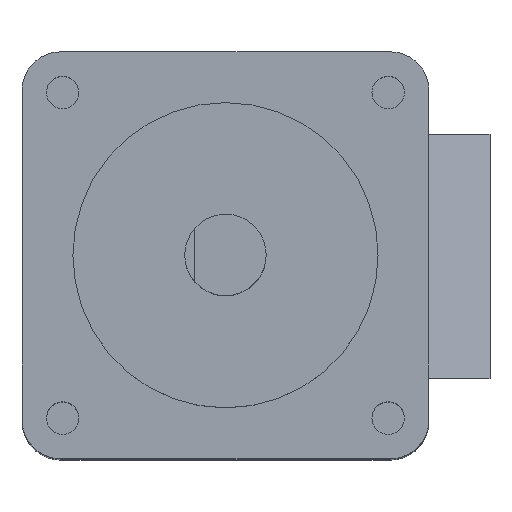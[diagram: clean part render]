
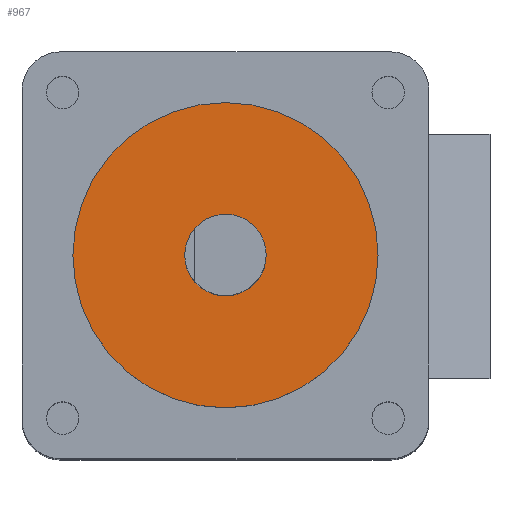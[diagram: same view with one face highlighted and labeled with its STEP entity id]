
A CAD part, top view. The second image highlights one B-rep face of the part: STEP entity #967.
In plain terms, the highlighted planar face has unit normal (0, 0, 1).
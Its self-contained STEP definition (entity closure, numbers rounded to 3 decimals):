
#32 = CARTESIAN_POINT ( 'NONE',  ( 2., 0., 1.5 ) ) ;
#45 = CARTESIAN_POINT ( 'NONE',  ( 0., 0., 1.5 ) ) ;
#56 = CIRCLE ( 'NONE', #1104, 7.5 ) ;
#62 = DIRECTION ( 'NONE',  ( 1., 0., 0. ) ) ;
#326 = CARTESIAN_POINT ( 'NONE',  ( 0., 0., 1.5 ) ) ;
#362 = EDGE_LOOP ( 'NONE', ( #424, #2054 ) ) ;
#424 = ORIENTED_EDGE ( 'NONE', *, *, #2554, .T. ) ;
#453 = EDGE_CURVE ( 'NONE', #666, #1240, #1870, .T. ) ;
#524 = DIRECTION ( 'NONE',  ( 0., 0., 1. ) ) ;
#666 = VERTEX_POINT ( 'NONE', #1820 ) ;
#668 = EDGE_CURVE ( 'NONE', #1273, #2353, #701, .T. ) ;
#701 = CIRCLE ( 'NONE', #1578, 7.5 ) ;
#721 = FACE_BOUND ( 'NONE', #2231, .T. ) ;
#838 = DIRECTION ( 'NONE',  ( 0., 0., 1. ) ) ;
#967 = ADVANCED_FACE ( 'NONE', ( #2520, #721 ), #1519, .T. ) ;
#1043 = CARTESIAN_POINT ( 'NONE',  ( 0., 0., 1.5 ) ) ;
#1104 = AXIS2_PLACEMENT_3D ( 'NONE', #45, #838, #2455 ) ;
#1153 = CIRCLE ( 'NONE', #1873, 2. ) ;
#1181 = EDGE_CURVE ( 'NONE', #1240, #666, #1153, .T. ) ;
#1232 = DIRECTION ( 'NONE',  ( 0., 0., 1. ) ) ;
#1240 = VERTEX_POINT ( 'NONE', #32 ) ;
#1273 = VERTEX_POINT ( 'NONE', #2316 ) ;
#1285 = AXIS2_PLACEMENT_3D ( 'NONE', #2318, #524, #62 ) ;
#1508 = ORIENTED_EDGE ( 'NONE', *, *, #453, .T. ) ;
#1519 = PLANE ( 'NONE',  #1285 ) ;
#1578 = AXIS2_PLACEMENT_3D ( 'NONE', #1611, #1232, #2417 ) ;
#1606 = DIRECTION ( 'NONE',  ( 1., 0., 0. ) ) ;
#1611 = CARTESIAN_POINT ( 'NONE',  ( 0., 0., 1.5 ) ) ;
#1717 = DIRECTION ( 'NONE',  ( 1., 0., 0. ) ) ;
#1820 = CARTESIAN_POINT ( 'NONE',  ( -2., 0., 1.5 ) ) ;
#1835 = DIRECTION ( 'NONE',  ( 0., 0., -1. ) ) ;
#1870 = CIRCLE ( 'NONE', #2208, 2. ) ;
#1873 = AXIS2_PLACEMENT_3D ( 'NONE', #1043, #1835, #1606 ) ;
#1883 = DIRECTION ( 'NONE',  ( 0., 0., -1. ) ) ;
#2018 = ORIENTED_EDGE ( 'NONE', *, *, #1181, .T. ) ;
#2054 = ORIENTED_EDGE ( 'NONE', *, *, #668, .T. ) ;
#2208 = AXIS2_PLACEMENT_3D ( 'NONE', #326, #1883, #1717 ) ;
#2231 = EDGE_LOOP ( 'NONE', ( #1508, #2018 ) ) ;
#2316 = CARTESIAN_POINT ( 'NONE',  ( 7.5, 0., 1.5 ) ) ;
#2318 = CARTESIAN_POINT ( 'NONE',  ( 0., 0., 1.5 ) ) ;
#2349 = CARTESIAN_POINT ( 'NONE',  ( -7.5, 0., 1.5 ) ) ;
#2353 = VERTEX_POINT ( 'NONE', #2349 ) ;
#2417 = DIRECTION ( 'NONE',  ( 1., 0., 0. ) ) ;
#2455 = DIRECTION ( 'NONE',  ( 1., 0., 0. ) ) ;
#2520 = FACE_OUTER_BOUND ( 'NONE', #362, .T. ) ;
#2554 = EDGE_CURVE ( 'NONE', #2353, #1273, #56, .T. ) ;
